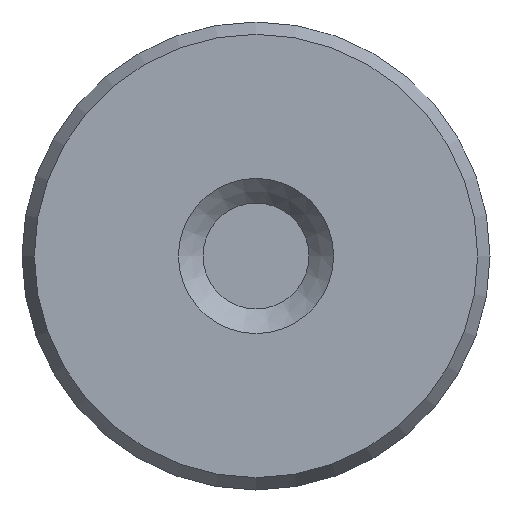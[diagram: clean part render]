
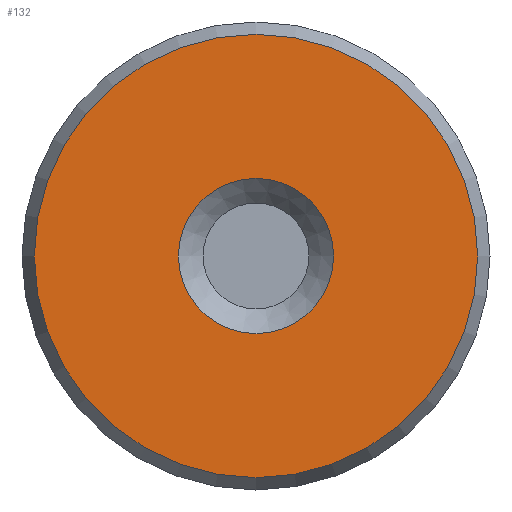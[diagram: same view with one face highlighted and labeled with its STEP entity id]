
A CAD part, front view. The second image highlights one B-rep face of the part: STEP entity #132.
In plain terms, the highlighted planar face has unit normal (0, -1, 0).
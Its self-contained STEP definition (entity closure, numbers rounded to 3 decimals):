
#17=FACE_BOUND('',#30,.T.);
#18=PLANE('',#163);
#21=FACE_OUTER_BOUND('',#29,.T.);
#29=EDGE_LOOP('',(#96));
#30=EDGE_LOOP('',(#97));
#47=CIRCLE('',#160,3.15);
#50=CIRCLE('',#164,9.);
#60=VERTEX_POINT('',#231);
#63=VERTEX_POINT('',#239);
#73=EDGE_CURVE('',#60,#60,#47,.T.);
#77=EDGE_CURVE('',#63,#63,#50,.T.);
#96=ORIENTED_EDGE('',*,*,#77,.F.);
#97=ORIENTED_EDGE('',*,*,#73,.F.);
#132=ADVANCED_FACE('',(#21,#17),#18,.F.);
#160=AXIS2_PLACEMENT_3D('',#232,#184,#185);
#163=AXIS2_PLACEMENT_3D('',#238,#191,#192);
#164=AXIS2_PLACEMENT_3D('',#240,#193,#194);
#184=DIRECTION('center_axis',(0.,-1.,0.));
#185=DIRECTION('ref_axis',(-1.,0.,0.));
#191=DIRECTION('center_axis',(0.,1.,0.));
#192=DIRECTION('ref_axis',(0.,0.,1.));
#193=DIRECTION('center_axis',(0.,1.,0.));
#194=DIRECTION('ref_axis',(1.,0.,0.));
#231=CARTESIAN_POINT('',(3.15,0.,0.));
#232=CARTESIAN_POINT('Origin',(0.,0.,0.));
#238=CARTESIAN_POINT('Origin',(0.,0.,0.));
#239=CARTESIAN_POINT('',(-9.,0.,0.));
#240=CARTESIAN_POINT('Origin',(0.,0.,0.));
